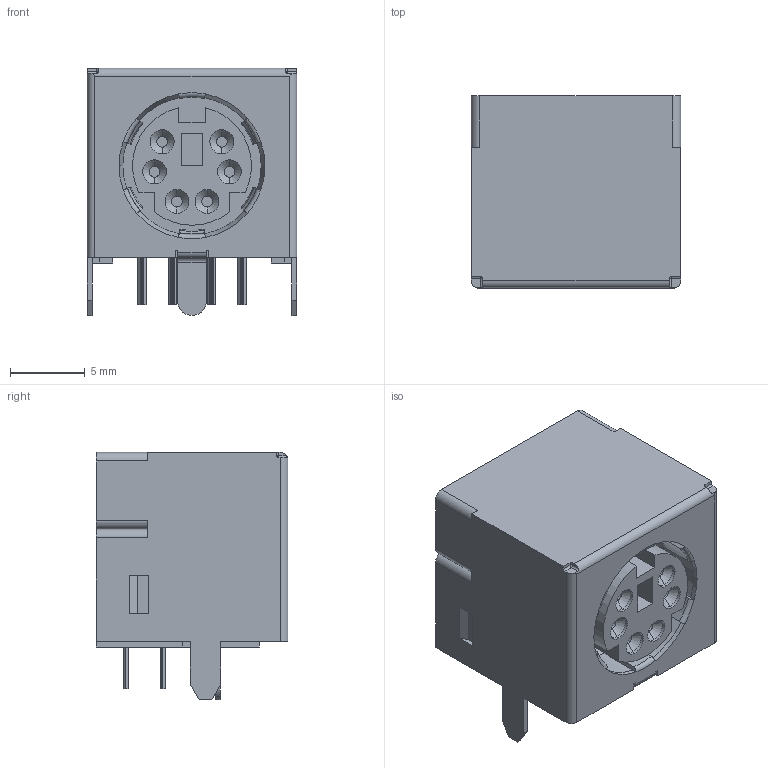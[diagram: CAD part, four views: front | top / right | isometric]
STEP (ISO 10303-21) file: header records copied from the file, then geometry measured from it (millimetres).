
FILE_DESCRIPTION(('FreeCAD Model'),'2;1');
FILE_NAME('Open CASCADE Shape Model','2021-01-30T13:29:38',( 'kicad StepUp'),('ksu MCAD'),'Open CASCADE STEP processor 7.4', 'FreeCAD','Unknown');
FILE_SCHEMA(('AUTOMOTIVE_DESIGN { 1 0 10303 214 1 1 1 1 }'));
Length unit declared in the file: millimetre
Products named in the file (1): 5749265-1
Bounding box: 14 x 12.83 x 16.52 mm (x, y, z)
Volume: 2029.2 mm3; surface area: 1691.3 mm2
Topology: 1 solids, 1 shells, 324 faces, 854 edges, 550 vertices
Faces by surface type: plane 164, cylinder 106, cone 26, torus 26, sphere 2
Entity records: 21718 total; most frequent: CARTESIAN_POINT 4325, DIRECTION 3396, LINE 2041, VECTOR 2041, ORIENTED_EDGE 1708, PCURVE 1708, DEFINITIONAL_REPRESENTATION 1708, EDGE_CURVE 854
